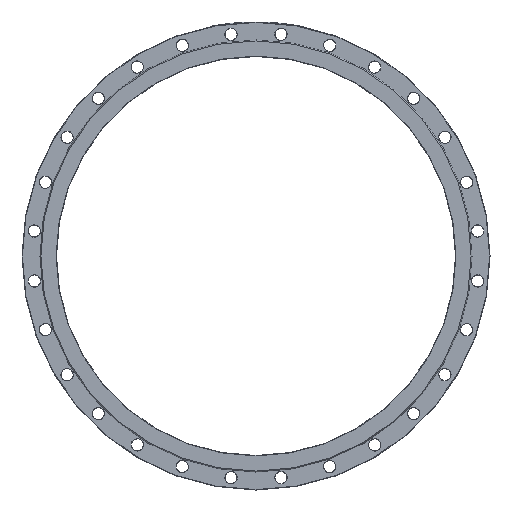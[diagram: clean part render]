
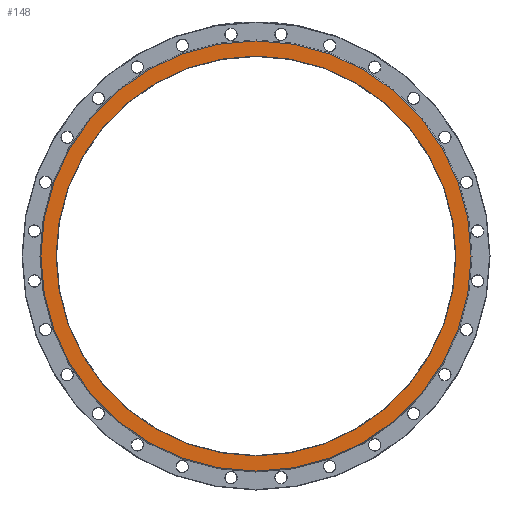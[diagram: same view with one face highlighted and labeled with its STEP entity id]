
A CAD part, left-side view. The second image highlights one B-rep face of the part: STEP entity #148.
In plain terms, the highlighted planar face has unit normal (-1, 0, 0).
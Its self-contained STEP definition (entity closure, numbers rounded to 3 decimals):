
#148 = ADVANCED_FACE ( 'NONE', ( #3567, #4229 ), #8231, .F. ) ;
#417 = CARTESIAN_POINT ( 'NONE',  ( 0., 500.9, 0. ) ) ;
#782 = DIRECTION ( 'NONE',  ( -1., 0., 0. ) ) ;
#979 = EDGE_CURVE ( 'NONE', #9276, #9276, #6471, .T. ) ;
#1072 = EDGE_LOOP ( 'NONE', ( #1439 ) ) ;
#1439 = ORIENTED_EDGE ( 'NONE', *, *, #979, .T. ) ;
#2705 = AXIS2_PLACEMENT_3D ( 'NONE', #6185, #7873, #9308 ) ;
#3567 = FACE_BOUND ( 'NONE', #1072, .T. ) ;
#4225 = VERTEX_POINT ( 'NONE', #7346 ) ;
#4229 = FACE_OUTER_BOUND ( 'NONE', #5493, .T. ) ;
#5079 = AXIS2_PLACEMENT_3D ( 'NONE', #6971, #782, #6154 ) ;
#5114 = DIRECTION ( 'NONE',  ( 1., 0., 0. ) ) ;
#5244 = CIRCLE ( 'NONE', #5079, 540. ) ;
#5493 = EDGE_LOOP ( 'NONE', ( #8907 ) ) ;
#6154 = DIRECTION ( 'NONE',  ( 0., 0., 1. ) ) ;
#6185 = CARTESIAN_POINT ( 'NONE',  ( 0., 0., 0. ) ) ;
#6471 = CIRCLE ( 'NONE', #2705, 501.9 ) ;
#6971 = CARTESIAN_POINT ( 'NONE',  ( 0., 0., 0. ) ) ;
#7127 = AXIS2_PLACEMENT_3D ( 'NONE', #417, #5114, #9053 ) ;
#7346 = CARTESIAN_POINT ( 'NONE',  ( 0., 0., 540. ) ) ;
#7796 = CARTESIAN_POINT ( 'NONE',  ( 0., 0., -501.9 ) ) ;
#7873 = DIRECTION ( 'NONE',  ( 1., 0., 0. ) ) ;
#8231 = PLANE ( 'NONE',  #7127 ) ;
#8907 = ORIENTED_EDGE ( 'NONE', *, *, #10142, .T. ) ;
#9053 = DIRECTION ( 'NONE',  ( 0., 0., -1. ) ) ;
#9276 = VERTEX_POINT ( 'NONE', #7796 ) ;
#9308 = DIRECTION ( 'NONE',  ( 0., 0., -1. ) ) ;
#10142 = EDGE_CURVE ( 'NONE', #4225, #4225, #5244, .T. ) ;
